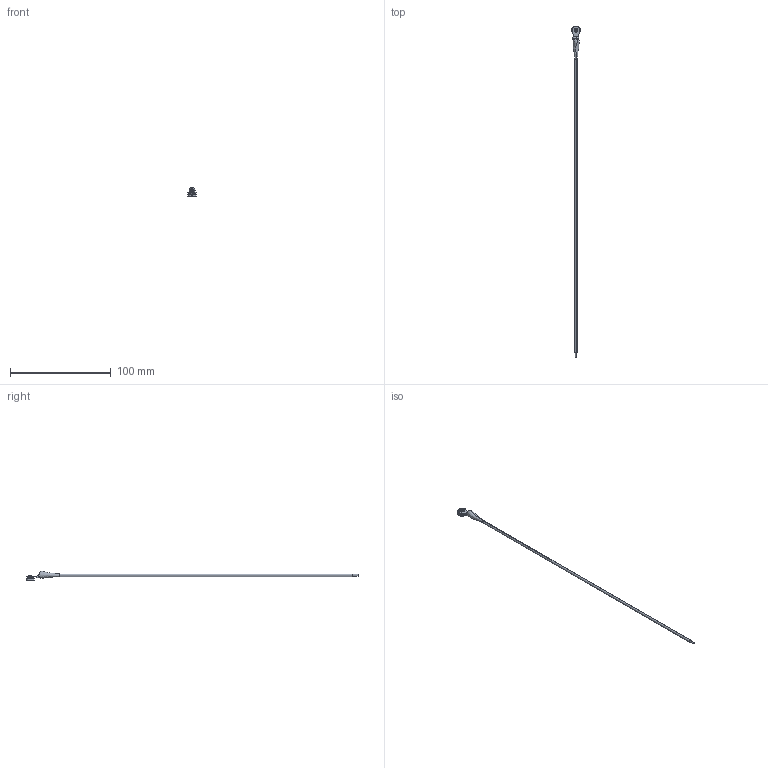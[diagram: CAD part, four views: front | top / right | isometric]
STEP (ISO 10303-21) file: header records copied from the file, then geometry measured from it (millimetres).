
FILE_DESCRIPTION (( 'STEP AP214' ), '1' );
FILE_NAME ('VFTPCSN0401FT.STEP', '2019-01-28T21:06:14', ( 'user' ), ( 'Microsoft' ), 'SwSTEP 2.0', 'SolidWorks 2018', '' );
FILE_SCHEMA (( 'AUTOMOTIVE_DESIGN' ));
Length unit declared in the file: millimetre
Products named in the file (1): VFTPCSN0401FT
Bounding box: 8.37 x 329.82 x 9.41 mm (x, y, z)
Volume: 1907.2 mm3; surface area: 3164.4 mm2
Topology: 3 solids, 3 shells, 189 faces, 489 edges, 325 vertices
Faces by surface type: plane 84, cylinder 59, bspline 42, cone 4
Entity records: 9528 total; most frequent: CARTESIAN_POINT 4743, ORIENTED_EDGE 978, DIRECTION 852, EDGE_CURVE 489, VERTEX_POINT 325, AXIS2_PLACEMENT_3D 320, EDGE_LOOP 214, LINE 212
